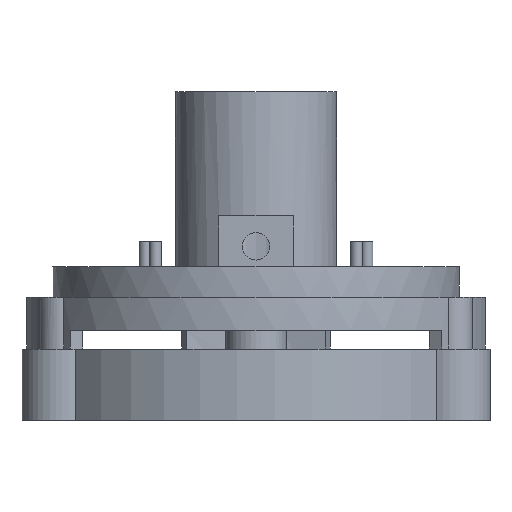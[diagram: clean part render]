
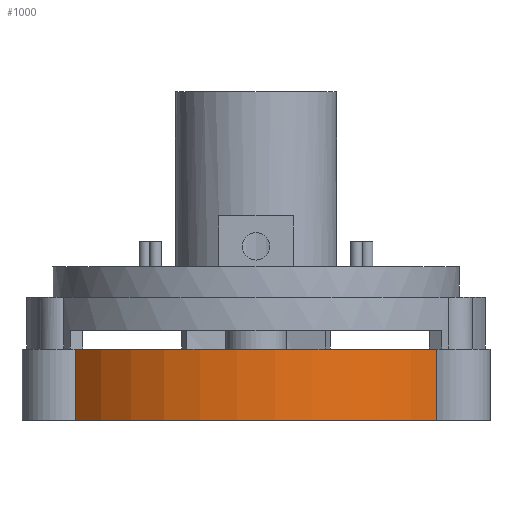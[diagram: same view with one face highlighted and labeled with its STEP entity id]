
A CAD part, front view. The second image highlights one B-rep face of the part: STEP entity #1000.
In plain terms, the highlighted cylindrical face has radius 23 mm (diameter 46 mm), a partial arc.
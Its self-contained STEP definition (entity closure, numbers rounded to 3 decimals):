
#60 = PLANE('',#61);
#61 = AXIS2_PLACEMENT_3D('',#62,#63,#64);
#62 = CARTESIAN_POINT('',(0.,0.113,0.));
#63 = DIRECTION('',(-0.,-0.,-1.));
#64 = DIRECTION('',(-1.,0.,0.));
#119 = PLANE('',#120);
#120 = AXIS2_PLACEMENT_3D('',#121,#122,#123);
#121 = CARTESIAN_POINT('',(0.,0.113,7.));
#122 = DIRECTION('',(0.,0.,1.));
#123 = DIRECTION('',(1.,0.,0.));
#447 = CYLINDRICAL_SURFACE('',#448,3.75);
#448 = AXIS2_PLACEMENT_3D('',#449,#450,#451);
#449 = CARTESIAN_POINT('',(-19.269,-11.125,0.));
#450 = DIRECTION('',(0.,0.,-1.));
#451 = DIRECTION('',(-0.5,0.866,0.));
#887 = CYLINDRICAL_SURFACE('',#888,3.75);
#888 = AXIS2_PLACEMENT_3D('',#889,#890,#891);
#889 = CARTESIAN_POINT('',(19.269,-11.125,0.));
#890 = DIRECTION('',(0.,0.,-1.));
#891 = DIRECTION('',(-0.5,-0.866,0.));
#925 = VERTEX_POINT('',#926);
#926 = CARTESIAN_POINT('',(17.794,-14.573,0.));
#952 = EDGE_CURVE('',#953,#925,#955,.T.);
#953 = VERTEX_POINT('',#954);
#954 = CARTESIAN_POINT('',(17.794,-14.573,7.));
#955 = SURFACE_CURVE('',#956,(#960,#966),.PCURVE_S1.);
#956 = LINE('',#957,#958);
#957 = CARTESIAN_POINT('',(17.794,-14.573,0.));
#958 = VECTOR('',#959,1.);
#959 = DIRECTION('',(-0.,-0.,-1.));
#960 = PCURVE('',#887,#961);
#961 = DEFINITIONAL_REPRESENTATION('',(#962),#965);
#962 = B_SPLINE_CURVE_WITH_KNOTS('',1,(#963,#964),.UNSPECIFIED.,.F.,.F.,
  (2,2),(-7.,0.),.PIECEWISE_BEZIER_KNOTS.);
#963 = CARTESIAN_POINT('',(-0.119,-7.));
#964 = CARTESIAN_POINT('',(-0.119,0.));
#965 = ( GEOMETRIC_REPRESENTATION_CONTEXT(2) 
PARAMETRIC_REPRESENTATION_CONTEXT() REPRESENTATION_CONTEXT('2D SPACE',''
  ) );
#966 = PCURVE('',#967,#972);
#967 = CYLINDRICAL_SURFACE('',#968,23.);
#968 = AXIS2_PLACEMENT_3D('',#969,#970,#971);
#969 = CARTESIAN_POINT('',(0.,0.,0.));
#970 = DIRECTION('',(-0.,-0.,-1.));
#971 = DIRECTION('',(1.,0.,0.));
#972 = DEFINITIONAL_REPRESENTATION('',(#973),#976);
#973 = B_SPLINE_CURVE_WITH_KNOTS('',1,(#974,#975),.UNSPECIFIED.,.F.,.F.,
  (2,2),(-7.,0.),.PIECEWISE_BEZIER_KNOTS.);
#974 = CARTESIAN_POINT('',(-5.597,-7.));
#975 = CARTESIAN_POINT('',(-5.597,0.));
#976 = ( GEOMETRIC_REPRESENTATION_CONTEXT(2) 
PARAMETRIC_REPRESENTATION_CONTEXT() REPRESENTATION_CONTEXT('2D SPACE',''
  ) );
#1000 = ADVANCED_FACE('',(#1001),#967,.T.);
#1001 = FACE_BOUND('',#1002,.F.);
#1002 = EDGE_LOOP('',(#1003,#1031,#1052,#1074));
#1003 = ORIENTED_EDGE('',*,*,#1004,.F.);
#1004 = EDGE_CURVE('',#1005,#925,#1007,.T.);
#1005 = VERTEX_POINT('',#1006);
#1006 = CARTESIAN_POINT('',(-17.794,-14.573,0.));
#1007 = SURFACE_CURVE('',#1008,(#1013,#1020),.PCURVE_S1.);
#1008 = CIRCLE('',#1009,23.);
#1009 = AXIS2_PLACEMENT_3D('',#1010,#1011,#1012);
#1010 = CARTESIAN_POINT('',(0.,0.,0.));
#1011 = DIRECTION('',(0.,0.,1.));
#1012 = DIRECTION('',(1.,0.,0.));
#1013 = PCURVE('',#967,#1014);
#1014 = DEFINITIONAL_REPRESENTATION('',(#1015),#1019);
#1015 = LINE('',#1016,#1017);
#1016 = CARTESIAN_POINT('',(-0.,0.));
#1017 = VECTOR('',#1018,1.);
#1018 = DIRECTION('',(-1.,0.));
#1019 = ( GEOMETRIC_REPRESENTATION_CONTEXT(2) 
PARAMETRIC_REPRESENTATION_CONTEXT() REPRESENTATION_CONTEXT('2D SPACE',''
  ) );
#1020 = PCURVE('',#60,#1021);
#1021 = DEFINITIONAL_REPRESENTATION('',(#1022),#1030);
#1022 = ( BOUNDED_CURVE() B_SPLINE_CURVE(2,(#1023,#1024,#1025,#1026,
#1027,#1028,#1029),.UNSPECIFIED.,.T.,.F.) B_SPLINE_CURVE_WITH_KNOTS((1,2
    ,2,2,2,1),(-2.094,0.,2.094,4.189,
6.283,8.378),.UNSPECIFIED.) CURVE() 
GEOMETRIC_REPRESENTATION_ITEM() RATIONAL_B_SPLINE_CURVE((1.,0.5,1.,0.5,
1.,0.5,1.)) REPRESENTATION_ITEM('') );
#1023 = CARTESIAN_POINT('',(-23.,-0.113));
#1024 = CARTESIAN_POINT('',(-23.,39.724));
#1025 = CARTESIAN_POINT('',(11.5,19.806));
#1026 = CARTESIAN_POINT('',(46.,-0.113));
#1027 = CARTESIAN_POINT('',(11.5,-20.032));
#1028 = CARTESIAN_POINT('',(-23.,-39.95));
#1029 = CARTESIAN_POINT('',(-23.,-0.113));
#1030 = ( GEOMETRIC_REPRESENTATION_CONTEXT(2) 
PARAMETRIC_REPRESENTATION_CONTEXT() REPRESENTATION_CONTEXT('2D SPACE',''
  ) );
#1031 = ORIENTED_EDGE('',*,*,#1032,.F.);
#1032 = EDGE_CURVE('',#1033,#1005,#1035,.T.);
#1033 = VERTEX_POINT('',#1034);
#1034 = CARTESIAN_POINT('',(-17.794,-14.573,7.));
#1035 = SURFACE_CURVE('',#1036,(#1040,#1046),.PCURVE_S1.);
#1036 = LINE('',#1037,#1038);
#1037 = CARTESIAN_POINT('',(-17.794,-14.573,0.));
#1038 = VECTOR('',#1039,1.);
#1039 = DIRECTION('',(-0.,-0.,-1.));
#1040 = PCURVE('',#967,#1041);
#1041 = DEFINITIONAL_REPRESENTATION('',(#1042),#1045);
#1042 = B_SPLINE_CURVE_WITH_KNOTS('',1,(#1043,#1044),.UNSPECIFIED.,.F.,
  .F.,(2,2),(-7.,0.),.PIECEWISE_BEZIER_KNOTS.);
#1043 = CARTESIAN_POINT('',(-3.828,-7.));
#1044 = CARTESIAN_POINT('',(-3.828,0.));
#1045 = ( GEOMETRIC_REPRESENTATION_CONTEXT(2) 
PARAMETRIC_REPRESENTATION_CONTEXT() REPRESENTATION_CONTEXT('2D SPACE',''
  ) );
#1046 = PCURVE('',#447,#1047);
#1047 = DEFINITIONAL_REPRESENTATION('',(#1048),#1051);
#1048 = B_SPLINE_CURVE_WITH_KNOTS('',1,(#1049,#1050),.UNSPECIFIED.,.F.,
  .F.,(2,2),(-7.,0.),.PIECEWISE_BEZIER_KNOTS.);
#1049 = CARTESIAN_POINT('',(-3.022,-7.));
#1050 = CARTESIAN_POINT('',(-3.022,0.));
#1051 = ( GEOMETRIC_REPRESENTATION_CONTEXT(2) 
PARAMETRIC_REPRESENTATION_CONTEXT() REPRESENTATION_CONTEXT('2D SPACE',''
  ) );
#1052 = ORIENTED_EDGE('',*,*,#1053,.T.);
#1053 = EDGE_CURVE('',#1033,#953,#1054,.T.);
#1054 = SURFACE_CURVE('',#1055,(#1060,#1067),.PCURVE_S1.);
#1055 = CIRCLE('',#1056,23.);
#1056 = AXIS2_PLACEMENT_3D('',#1057,#1058,#1059);
#1057 = CARTESIAN_POINT('',(0.,0.,7.));
#1058 = DIRECTION('',(0.,0.,1.));
#1059 = DIRECTION('',(1.,0.,0.));
#1060 = PCURVE('',#967,#1061);
#1061 = DEFINITIONAL_REPRESENTATION('',(#1062),#1066);
#1062 = LINE('',#1063,#1064);
#1063 = CARTESIAN_POINT('',(-0.,-7.));
#1064 = VECTOR('',#1065,1.);
#1065 = DIRECTION('',(-1.,0.));
#1066 = ( GEOMETRIC_REPRESENTATION_CONTEXT(2) 
PARAMETRIC_REPRESENTATION_CONTEXT() REPRESENTATION_CONTEXT('2D SPACE',''
  ) );
#1067 = PCURVE('',#119,#1068);
#1068 = DEFINITIONAL_REPRESENTATION('',(#1069),#1073);
#1069 = CIRCLE('',#1070,23.);
#1070 = AXIS2_PLACEMENT_2D('',#1071,#1072);
#1071 = CARTESIAN_POINT('',(0.,-0.113));
#1072 = DIRECTION('',(1.,0.));
#1073 = ( GEOMETRIC_REPRESENTATION_CONTEXT(2) 
PARAMETRIC_REPRESENTATION_CONTEXT() REPRESENTATION_CONTEXT('2D SPACE',''
  ) );
#1074 = ORIENTED_EDGE('',*,*,#952,.T.);
